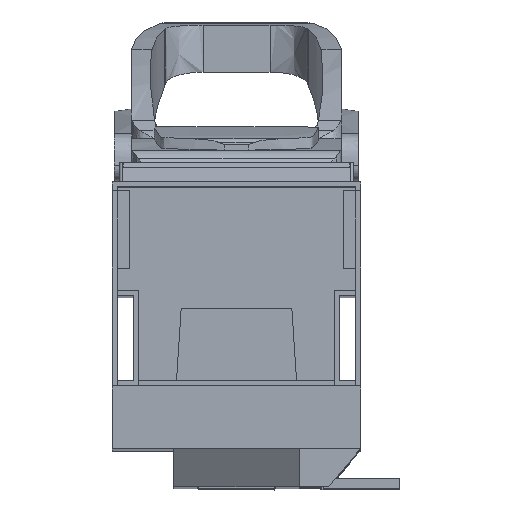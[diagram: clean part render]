
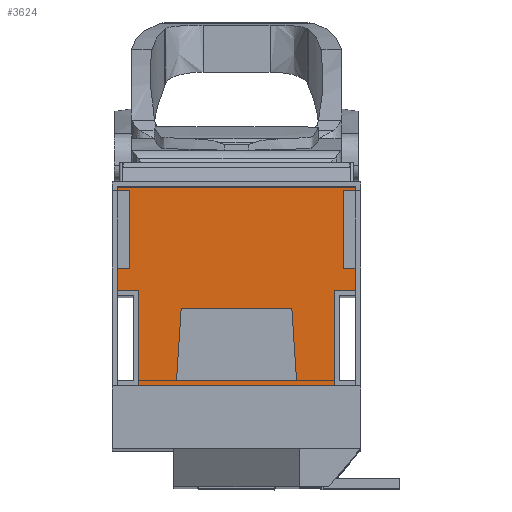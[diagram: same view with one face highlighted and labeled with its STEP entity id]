
A CAD part, top view. The second image highlights one B-rep face of the part: STEP entity #3624.
In plain terms, the highlighted planar face has unit normal (0, 0, 1).
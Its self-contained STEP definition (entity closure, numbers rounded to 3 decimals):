
#2550=FACE_BOUND('',#6707,.T.);
#2551=FACE_BOUND('',#6708,.T.);
#3624=ADVANCED_FACE('',(#2550,#2551),#4388,.T.);
#4388=PLANE('',#24489);
#6707=EDGE_LOOP('',(#12776,#12777,#12778,#12779));
#6708=EDGE_LOOP('',(#12780,#12781,#12782,#12783,#12784,#12785,#12786,#12787));
#12776=ORIENTED_EDGE('',*,*,#18193,.T.);
#12777=ORIENTED_EDGE('',*,*,#16587,.F.);
#12778=ORIENTED_EDGE('',*,*,#18189,.T.);
#12779=ORIENTED_EDGE('',*,*,#18195,.T.);
#12780=ORIENTED_EDGE('',*,*,#16609,.T.);
#12781=ORIENTED_EDGE('',*,*,#17059,.T.);
#12782=ORIENTED_EDGE('',*,*,#17055,.T.);
#12783=ORIENTED_EDGE('',*,*,#17733,.F.);
#12784=ORIENTED_EDGE('',*,*,#17735,.F.);
#12785=ORIENTED_EDGE('',*,*,#17725,.F.);
#12786=ORIENTED_EDGE('',*,*,#17052,.T.);
#12787=ORIENTED_EDGE('',*,*,#17058,.T.);
#14014=VERTEX_POINT('',#36037);
#14015=VERTEX_POINT('',#36038);
#14036=VERTEX_POINT('',#36082);
#14037=VERTEX_POINT('',#36083);
#14450=VERTEX_POINT('',#36958);
#14451=VERTEX_POINT('',#36959);
#14452=VERTEX_POINT('',#36964);
#14453=VERTEX_POINT('',#36965);
#14853=VERTEX_POINT('',#38326);
#14859=VERTEX_POINT('',#38340);
#15098=VERTEX_POINT('',#39275);
#15101=VERTEX_POINT('',#39283);
#16587=EDGE_CURVE('',#14014,#14015,#19282,.T.);
#16609=EDGE_CURVE('',#14036,#14037,#19304,.T.);
#17052=EDGE_CURVE('',#14450,#14451,#19635,.T.);
#17055=EDGE_CURVE('',#14452,#14453,#19638,.T.);
#17058=EDGE_CURVE('',#14451,#14036,#19641,.T.);
#17059=EDGE_CURVE('',#14037,#14452,#19642,.T.);
#17725=EDGE_CURVE('',#14450,#14853,#20180,.T.);
#17733=EDGE_CURVE('',#14859,#14453,#20188,.T.);
#17735=EDGE_CURVE('',#14853,#14859,#20190,.T.);
#18189=EDGE_CURVE('',#14014,#15098,#20538,.T.);
#18193=EDGE_CURVE('',#15101,#14015,#20542,.T.);
#18195=EDGE_CURVE('',#15098,#15101,#20544,.T.);
#19282=LINE('',#36036,#21719);
#19304=LINE('',#36081,#21741);
#19635=LINE('',#36957,#22072);
#19638=LINE('',#36963,#22075);
#19641=LINE('',#36969,#22078);
#19642=LINE('',#36971,#22079);
#20180=LINE('',#38325,#22617);
#20188=LINE('',#38341,#22625);
#20190=LINE('',#38344,#22627);
#20538=LINE('',#39274,#22975);
#20542=LINE('',#39282,#22979);
#20544=LINE('',#39286,#22981);
#21719=VECTOR('',#26739,1.);
#21741=VECTOR('',#26763,1.);
#22072=VECTOR('',#27356,1.);
#22075=VECTOR('',#27361,1.);
#22078=VECTOR('',#27366,1.);
#22079=VECTOR('',#27369,1.);
#22617=VECTOR('',#28741,1.);
#22625=VECTOR('',#28751,1.);
#22627=VECTOR('',#28755,1.);
#22975=VECTOR('',#29791,1.);
#22979=VECTOR('',#29797,1.);
#22981=VECTOR('',#29801,1.);
#24489=AXIS2_PLACEMENT_3D('',#39287,#29802,#29803);
#26739=DIRECTION('',(1.,0.,0.));
#26763=DIRECTION('',(1.,0.,0.));
#27356=DIRECTION('',(1.,0.,0.));
#27361=DIRECTION('',(1.,0.,0.));
#27366=DIRECTION('',(0.,-1.,0.));
#27369=DIRECTION('',(0.,1.,0.));
#28741=DIRECTION('',(0.,1.,0.));
#28751=DIRECTION('',(0.,-1.,0.));
#28755=DIRECTION('',(1.,0.,0.));
#29791=DIRECTION('',(0.065,0.998,0.));
#29797=DIRECTION('',(0.065,-0.998,0.));
#29801=DIRECTION('',(1.,0.,0.));
#29802=DIRECTION('',(0.,0.,1.));
#29803=DIRECTION('',(0.,1.,0.));
#36036=CARTESIAN_POINT('',(88.5,42.,-95.));
#36037=CARTESIAN_POINT('',(25.629,42.,-95.));
#36038=CARTESIAN_POINT('',(73.371,42.,-95.));
#36081=CARTESIAN_POINT('',(10.5,40.,-95.));
#36082=CARTESIAN_POINT('',(10.5,40.,-95.));
#36083=CARTESIAN_POINT('',(88.5,40.,-95.));
#36957=CARTESIAN_POINT('',(0.,78.,-95.));
#36958=CARTESIAN_POINT('',(2.,78.,-95.));
#36959=CARTESIAN_POINT('',(10.5,78.,-95.));
#36963=CARTESIAN_POINT('',(88.5,78.,-95.));
#36964=CARTESIAN_POINT('',(88.5,78.,-95.));
#36965=CARTESIAN_POINT('',(97.,78.,-95.));
#36969=CARTESIAN_POINT('',(10.5,78.,-95.));
#36971=CARTESIAN_POINT('',(88.5,40.,-95.));
#38325=CARTESIAN_POINT('',(2.,119.,-95.));
#38326=CARTESIAN_POINT('',(2.,119.,-95.));
#38340=CARTESIAN_POINT('',(97.,119.,-95.));
#38341=CARTESIAN_POINT('',(97.,40.,-95.));
#38344=CARTESIAN_POINT('',(97.,119.,-95.));
#39274=CARTESIAN_POINT('',(25.5,40.,-95.));
#39275=CARTESIAN_POINT('',(27.5,70.935,-95.));
#39282=CARTESIAN_POINT('',(71.5,70.935,-95.));
#39283=CARTESIAN_POINT('',(71.5,70.935,-95.));
#39286=CARTESIAN_POINT('',(27.5,70.935,-95.));
#39287=CARTESIAN_POINT('',(0.,40.,-95.));
